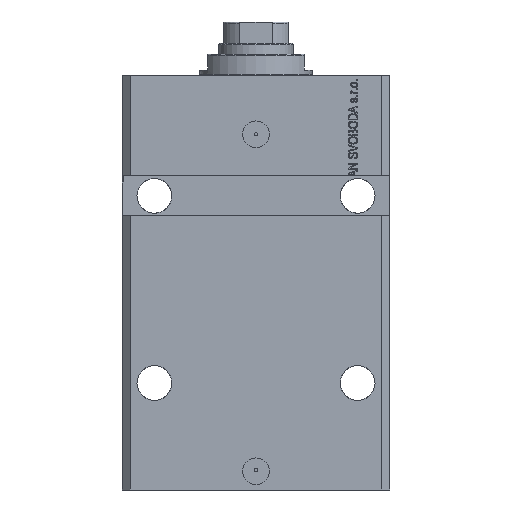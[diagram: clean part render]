
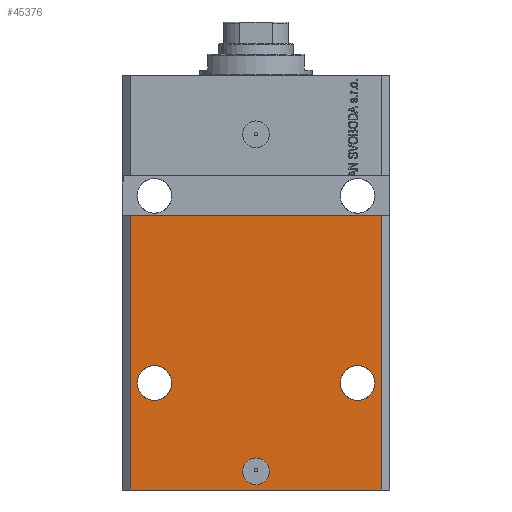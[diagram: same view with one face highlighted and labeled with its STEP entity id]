
A CAD part, front view. The second image highlights one B-rep face of the part: STEP entity #45376.
In plain terms, the highlighted planar face has unit normal (0, -1, 0).
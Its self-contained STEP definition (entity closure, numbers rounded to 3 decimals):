
#620 = CARTESIAN_POINT ( 'NONE',  ( -5., -37.5, -148. ) ) ;
#925 = ORIENTED_EDGE ( 'NONE', *, *, #4321, .T. ) ;
#990 = AXIS2_PLACEMENT_3D ( 'NONE', #20224, #35251, #47040 ) ;
#1752 = CARTESIAN_POINT ( 'NONE',  ( 47., -37.5, -52.5 ) ) ;
#1795 = CIRCLE ( 'NONE', #990, 5. ) ;
#3081 = DIRECTION ( 'NONE',  ( 1., 0., 0. ) ) ;
#3096 = DIRECTION ( 'NONE',  ( -1., 0., 0. ) ) ;
#3570 = ORIENTED_EDGE ( 'NONE', *, *, #33687, .F. ) ;
#4142 = CARTESIAN_POINT ( 'NONE',  ( 44.5, -37.5, -115. ) ) ;
#4321 = EDGE_CURVE ( 'NONE', #19273, #25809, #24234, .T. ) ;
#4927 = DIRECTION ( 'NONE',  ( 0., -1., 0. ) ) ;
#5255 = EDGE_CURVE ( 'NONE', #42754, #33752, #34656, .T. ) ;
#5881 = VERTEX_POINT ( 'NONE', #4142 ) ;
#6065 = CARTESIAN_POINT ( 'NONE',  ( -38., -37.5, -115. ) ) ;
#6346 = AXIS2_PLACEMENT_3D ( 'NONE', #12984, #27758, #47192 ) ;
#6962 = CIRCLE ( 'NONE', #13269, 6.5 ) ;
#8832 = VERTEX_POINT ( 'NONE', #19834 ) ;
#10476 = ORIENTED_EDGE ( 'NONE', *, *, #27628, .F. ) ;
#10599 = VERTEX_POINT ( 'NONE', #39382 ) ;
#10736 = CARTESIAN_POINT ( 'NONE',  ( -47., -37.5, -155. ) ) ;
#10848 = CARTESIAN_POINT ( 'NONE',  ( -47., -37.5, -155. ) ) ;
#11432 = CARTESIAN_POINT ( 'NONE',  ( 47., -37.5, -155. ) ) ;
#12984 = CARTESIAN_POINT ( 'NONE',  ( -38., -37.5, -115. ) ) ;
#13269 = AXIS2_PLACEMENT_3D ( 'NONE', #33733, #34227, #45547 ) ;
#13764 = VERTEX_POINT ( 'NONE', #620 ) ;
#14002 = EDGE_LOOP ( 'NONE', ( #28960, #10476 ) ) ;
#14958 = CARTESIAN_POINT ( 'NONE',  ( 38., -37.5, -115. ) ) ;
#15376 = CIRCLE ( 'NONE', #38197, 6.5 ) ;
#15887 = AXIS2_PLACEMENT_3D ( 'NONE', #10736, #37100, #3081 ) ;
#15929 = DIRECTION ( 'NONE',  ( 0., 0., 1. ) ) ;
#16355 = ORIENTED_EDGE ( 'NONE', *, *, #16551, .T. ) ;
#16380 = CARTESIAN_POINT ( 'NONE',  ( -47., -37.5, -155. ) ) ;
#16391 = EDGE_CURVE ( 'NONE', #8832, #5881, #15376, .T. ) ;
#16551 = EDGE_CURVE ( 'NONE', #25809, #45687, #46678, .T. ) ;
#17821 = EDGE_CURVE ( 'NONE', #46266, #45687, #44684, .T. ) ;
#17979 = CIRCLE ( 'NONE', #25060, 5. ) ;
#18381 = FACE_BOUND ( 'NONE', #14002, .T. ) ;
#19273 = VERTEX_POINT ( 'NONE', #10848 ) ;
#19609 = DIRECTION ( 'NONE',  ( 1., 0., 0. ) ) ;
#19685 = VECTOR ( 'NONE', #24717, 1000. ) ;
#19834 = CARTESIAN_POINT ( 'NONE',  ( 31.5, -37.5, -115. ) ) ;
#20224 = CARTESIAN_POINT ( 'NONE',  ( 0., -37.5, -148. ) ) ;
#23889 = DIRECTION ( 'NONE',  ( 1., 0., 0. ) ) ;
#24222 = ORIENTED_EDGE ( 'NONE', *, *, #27926, .F. ) ;
#24234 = LINE ( 'NONE', #16380, #19685 ) ;
#24277 = EDGE_CURVE ( 'NONE', #33752, #42754, #42269, .T. ) ;
#24717 = DIRECTION ( 'NONE',  ( 1., 0., 0. ) ) ;
#25060 = AXIS2_PLACEMENT_3D ( 'NONE', #31767, #4927, #23889 ) ;
#25809 = VERTEX_POINT ( 'NONE', #11432 ) ;
#27448 = CARTESIAN_POINT ( 'NONE',  ( -47., -37.5, -155. ) ) ;
#27628 = EDGE_CURVE ( 'NONE', #13764, #10599, #17979, .T. ) ;
#27727 = CARTESIAN_POINT ( 'NONE',  ( -44.5, -37.5, -115. ) ) ;
#27758 = DIRECTION ( 'NONE',  ( 0., -1., 0. ) ) ;
#27926 = EDGE_CURVE ( 'NONE', #5881, #8832, #6962, .T. ) ;
#28735 = DIRECTION ( 'NONE',  ( 0., -1., 0. ) ) ;
#28960 = ORIENTED_EDGE ( 'NONE', *, *, #47226, .F. ) ;
#29520 = VECTOR ( 'NONE', #15929, 1000. ) ;
#29693 = FACE_BOUND ( 'NONE', #39016, .T. ) ;
#30138 = CARTESIAN_POINT ( 'NONE',  ( -47., -37.5, -52.5 ) ) ;
#31767 = CARTESIAN_POINT ( 'NONE',  ( 0., -37.5, -148. ) ) ;
#32868 = ORIENTED_EDGE ( 'NONE', *, *, #16391, .F. ) ;
#33142 = FACE_BOUND ( 'NONE', #45484, .T. ) ;
#33687 = EDGE_CURVE ( 'NONE', #19273, #46266, #46649, .T. ) ;
#33733 = CARTESIAN_POINT ( 'NONE',  ( 38., -37.5, -115. ) ) ;
#33752 = VERTEX_POINT ( 'NONE', #38558 ) ;
#34227 = DIRECTION ( 'NONE',  ( 0., -1., 0. ) ) ;
#34656 = CIRCLE ( 'NONE', #6346, 6.5 ) ;
#34880 = CARTESIAN_POINT ( 'NONE',  ( 47., -37.5, -155. ) ) ;
#35251 = DIRECTION ( 'NONE',  ( 0., -1., 0. ) ) ;
#35373 = VECTOR ( 'NONE', #45925, 1000. ) ;
#37100 = DIRECTION ( 'NONE',  ( 0., -1., 0. ) ) ;
#37330 = DIRECTION ( 'NONE',  ( 1., 0., 0. ) ) ;
#37863 = DIRECTION ( 'NONE',  ( 0., -1., 0. ) ) ;
#38158 = VECTOR ( 'NONE', #37330, 1000. ) ;
#38197 = AXIS2_PLACEMENT_3D ( 'NONE', #14958, #37863, #19609 ) ;
#38352 = AXIS2_PLACEMENT_3D ( 'NONE', #6065, #28735, #3096 ) ;
#38558 = CARTESIAN_POINT ( 'NONE',  ( -31.5, -37.5, -115. ) ) ;
#38738 = ORIENTED_EDGE ( 'NONE', *, *, #5255, .F. ) ;
#39016 = EDGE_LOOP ( 'NONE', ( #48515, #38738 ) ) ;
#39382 = CARTESIAN_POINT ( 'NONE',  ( 5., -37.5, -148. ) ) ;
#40709 = ORIENTED_EDGE ( 'NONE', *, *, #17821, .F. ) ;
#40783 = PLANE ( 'NONE',  #15887 ) ;
#41140 = EDGE_LOOP ( 'NONE', ( #40709, #3570, #925, #16355 ) ) ;
#42269 = CIRCLE ( 'NONE', #38352, 6.5 ) ;
#42754 = VERTEX_POINT ( 'NONE', #27727 ) ;
#44684 = LINE ( 'NONE', #48631, #38158 ) ;
#44710 = FACE_OUTER_BOUND ( 'NONE', #41140, .T. ) ;
#45376 = ADVANCED_FACE ( 'NONE', ( #18381, #33142, #29693, #44710 ), #40783, .T. ) ;
#45484 = EDGE_LOOP ( 'NONE', ( #24222, #32868 ) ) ;
#45547 = DIRECTION ( 'NONE',  ( 1., 0., 0. ) ) ;
#45687 = VERTEX_POINT ( 'NONE', #1752 ) ;
#45925 = DIRECTION ( 'NONE',  ( 0., 0., 1. ) ) ;
#46266 = VERTEX_POINT ( 'NONE', #30138 ) ;
#46649 = LINE ( 'NONE', #27448, #35373 ) ;
#46678 = LINE ( 'NONE', #34880, #29520 ) ;
#47040 = DIRECTION ( 'NONE',  ( 1., 0., 0. ) ) ;
#47192 = DIRECTION ( 'NONE',  ( -1., 0., 0. ) ) ;
#47226 = EDGE_CURVE ( 'NONE', #10599, #13764, #1795, .T. ) ;
#48515 = ORIENTED_EDGE ( 'NONE', *, *, #24277, .F. ) ;
#48631 = CARTESIAN_POINT ( 'NONE',  ( -50., -37.5, -52.5 ) ) ;
